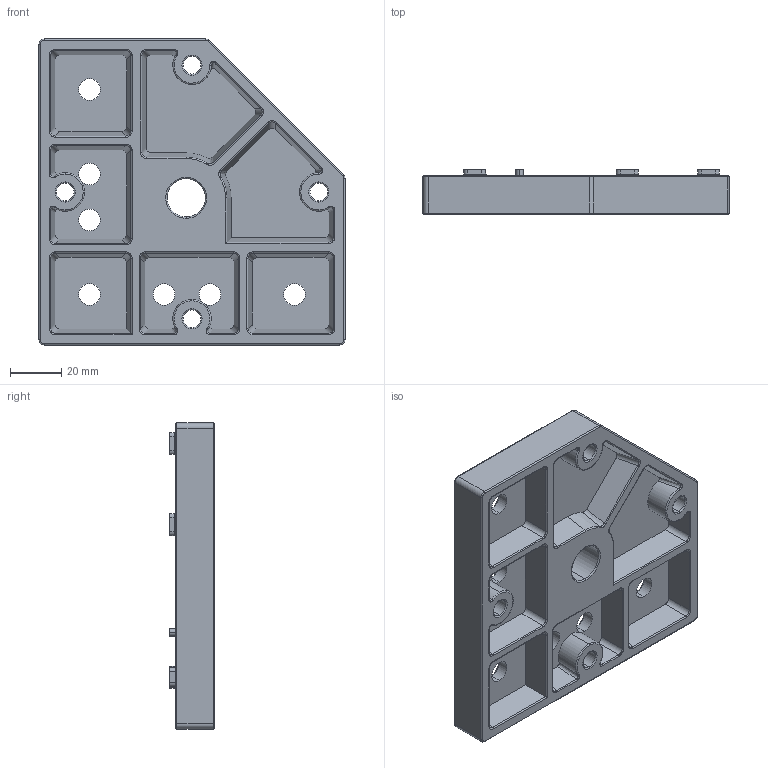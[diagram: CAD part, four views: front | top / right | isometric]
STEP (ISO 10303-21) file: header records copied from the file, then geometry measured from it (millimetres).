
FILE_DESCRIPTION (( 'STEP AP214' ), '1' );
FILE_NAME ('A685 Ïëèòà äëÿ êðåïëåíèÿ îïîðû, 40õ40, 70õ70, Ì16.STEP', '2023-07-14T06:16:04', ( '' ), ( '' ), 'SwSTEP 2.0', 'SolidWorks 2022', '' );
FILE_SCHEMA (( 'AUTOMOTIVE_DESIGN' ));
Length unit declared in the file: millimetre
Products named in the file (1): A685 Плита для крепления опоры, 40х40, 70х70, М16
Bounding box: 119.5 x 17.75 x 119.5 mm (x, y, z)
Volume: 117559.3 mm3; surface area: 42426.6 mm2
Topology: 3 solids, 3 shells, 366 faces, 866 edges, 519 vertices
Faces by surface type: cylinder 161, plane 84, torus 55, bspline 44, cone 22
Entity records: 11983 total; most frequent: CARTESIAN_POINT 3607, DIRECTION 1756, ORIENTED_EDGE 1732, EDGE_CURVE 866, AXIS2_PLACEMENT_3D 694, VERTEX_POINT 519, EDGE_LOOP 403, CIRCLE 371
